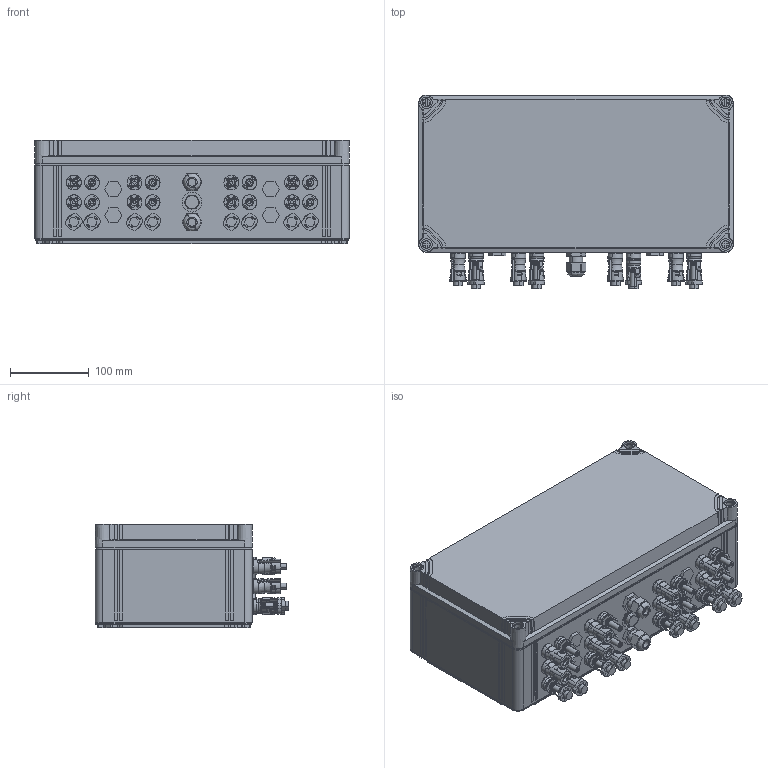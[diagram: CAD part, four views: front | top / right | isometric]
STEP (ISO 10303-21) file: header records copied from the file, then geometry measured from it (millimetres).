
FILE_DESCRIPTION(('CATIA V5 STEP Exchange','CAx-IF Rec.Pracs.--- Model Styling and Organization---1.5--- 2016-08-15','CAx-IF Rec.Pracs.---Supplemental Geometry---1.0---2011-11-01','CAx-IF Rec.Pracs.--- Composite Materials ---1.1---2010-07-15'),'2;1');
FILE_NAME ('D1683203_0', '2025-12-04T06:05:04+00:00', ('none'), ('Weidmueller'), 'CATIA Version 5-6 Release 2024 SP4', 'CATIA V5 STEP AP214 v3', 'none');
FILE_SCHEMA(('AUTOMOTIVE_DESIGN { 1 0 10303 214 1 1 1 1 }'));
Products named in the file (1): S3D_PVN_2I_1O_4MPP_SDPxR_EVO_11
Bounding box: 400 x 246.22 x 132 mm (x, y, z)
Volume: 10370346.1 mm3; surface area: 415454.8 mm2
Topology: 3 solids, 3 shells, 2646 faces, 8360 edges, 5912 vertices
Faces by surface type: plane 1200, cylinder 842, torus 268, bspline 208, cone 80, extrusion 48
Entity records: 114734 total; most frequent: CARTESIAN_POINT 43626, ORIENTED_EDGE 16716, DIRECTION 10113, EDGE_CURVE 8358, VERTEX_POINT 5912, AXIS2_PLACEMENT_3D 4525, VECTOR 3454, LINE 3406
